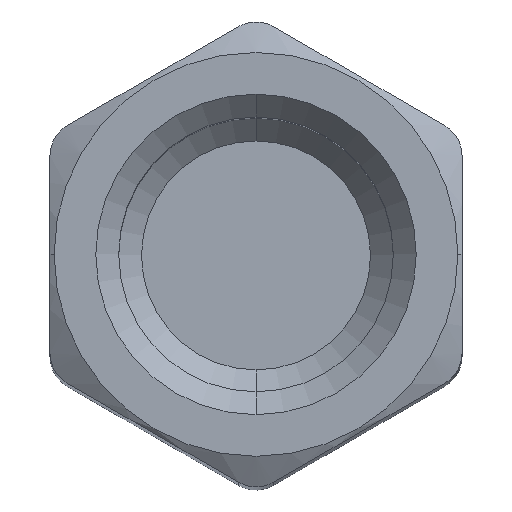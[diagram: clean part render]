
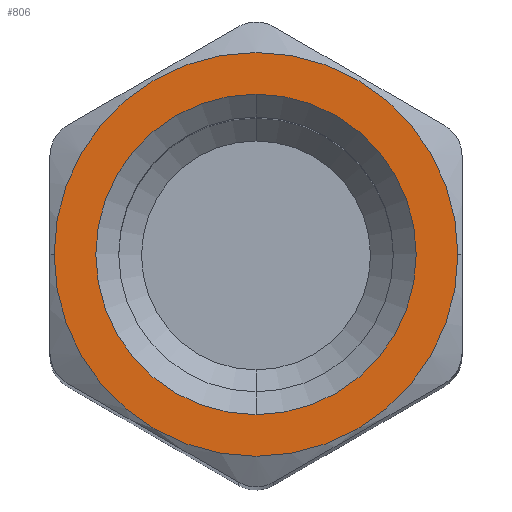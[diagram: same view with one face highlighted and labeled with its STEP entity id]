
A CAD part, top view. The second image highlights one B-rep face of the part: STEP entity #806.
In plain terms, the highlighted planar face has unit normal (0, 0, 1).
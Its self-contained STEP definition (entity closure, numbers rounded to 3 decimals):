
#55 = DIRECTION ( 'NONE',  ( 0., 1., 0. ) ) ;
#75 = DIRECTION ( 'NONE',  ( 0., 0., 1. ) ) ;
#93 = PLANE ( 'NONE',  #876 ) ;
#117 = EDGE_CURVE ( 'NONE', #370, #287, #134, .T. ) ;
#124 = CARTESIAN_POINT ( 'NONE',  ( 0., 1.75, 20. ) ) ;
#134 = CIRCLE ( 'NONE', #770, 1.75 ) ;
#150 = EDGE_CURVE ( 'NONE', #287, #370, #245, .T. ) ;
#163 = CARTESIAN_POINT ( 'NONE',  ( -2.205, 0., 20. ) ) ;
#172 = DIRECTION ( 'NONE',  ( 0., 1., 0. ) ) ;
#185 = EDGE_LOOP ( 'NONE', ( #799, #444 ) ) ;
#206 = VERTEX_POINT ( 'NONE', #163 ) ;
#245 = CIRCLE ( 'NONE', #920, 1.75 ) ;
#258 = CIRCLE ( 'NONE', #593, 2.205 ) ;
#287 = VERTEX_POINT ( 'NONE', #902 ) ;
#324 = DIRECTION ( 'NONE',  ( 0., 0., -1. ) ) ;
#347 = DIRECTION ( 'NONE',  ( 0., 0., -1. ) ) ;
#352 = ORIENTED_EDGE ( 'NONE', *, *, #150, .T. ) ;
#370 = VERTEX_POINT ( 'NONE', #124 ) ;
#427 = DIRECTION ( 'NONE',  ( 1., 0., 0. ) ) ;
#444 = ORIENTED_EDGE ( 'NONE', *, *, #842, .T. ) ;
#497 = CARTESIAN_POINT ( 'NONE',  ( 0., 0., 20. ) ) ;
#517 = CARTESIAN_POINT ( 'NONE',  ( 0., 0., 20. ) ) ;
#551 = CARTESIAN_POINT ( 'NONE',  ( 2.205, 0., 20. ) ) ;
#588 = EDGE_LOOP ( 'NONE', ( #352, #1076 ) ) ;
#593 = AXIS2_PLACEMENT_3D ( 'NONE', #699, #1050, #617 ) ;
#597 = CARTESIAN_POINT ( 'NONE',  ( 0., 0., 20. ) ) ;
#617 = DIRECTION ( 'NONE',  ( 1., 0., 0. ) ) ;
#620 = CIRCLE ( 'NONE', #826, 2.205 ) ;
#628 = EDGE_CURVE ( 'NONE', #662, #206, #258, .T. ) ;
#662 = VERTEX_POINT ( 'NONE', #551 ) ;
#699 = CARTESIAN_POINT ( 'NONE',  ( 0., 0., 20. ) ) ;
#759 = DIRECTION ( 'NONE',  ( 0., 0., -1. ) ) ;
#765 = DIRECTION ( 'NONE',  ( 0., 1., 0. ) ) ;
#770 = AXIS2_PLACEMENT_3D ( 'NONE', #497, #324, #55 ) ;
#775 = FACE_OUTER_BOUND ( 'NONE', #185, .T. ) ;
#779 = CARTESIAN_POINT ( 'NONE',  ( 0., 1.75, 20. ) ) ;
#799 = ORIENTED_EDGE ( 'NONE', *, *, #628, .T. ) ;
#806 = ADVANCED_FACE ( 'NONE', ( #1132, #775 ), #93, .F. ) ;
#826 = AXIS2_PLACEMENT_3D ( 'NONE', #517, #75, #427 ) ;
#842 = EDGE_CURVE ( 'NONE', #206, #662, #620, .T. ) ;
#876 = AXIS2_PLACEMENT_3D ( 'NONE', #779, #347, #172 ) ;
#902 = CARTESIAN_POINT ( 'NONE',  ( 0., -1.75, 20. ) ) ;
#920 = AXIS2_PLACEMENT_3D ( 'NONE', #597, #759, #765 ) ;
#1050 = DIRECTION ( 'NONE',  ( 0., 0., 1. ) ) ;
#1076 = ORIENTED_EDGE ( 'NONE', *, *, #117, .T. ) ;
#1132 = FACE_BOUND ( 'NONE', #588, .T. ) ;
